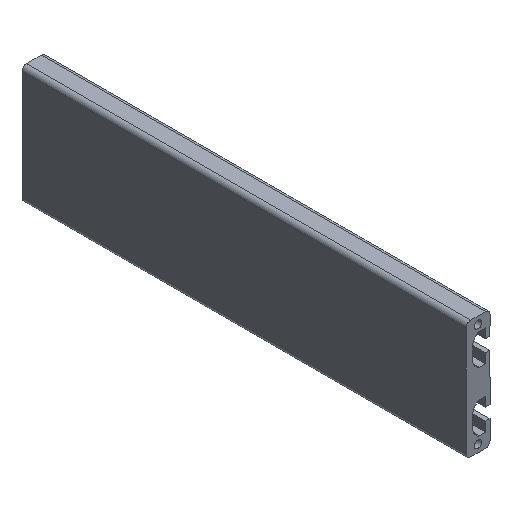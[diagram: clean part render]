
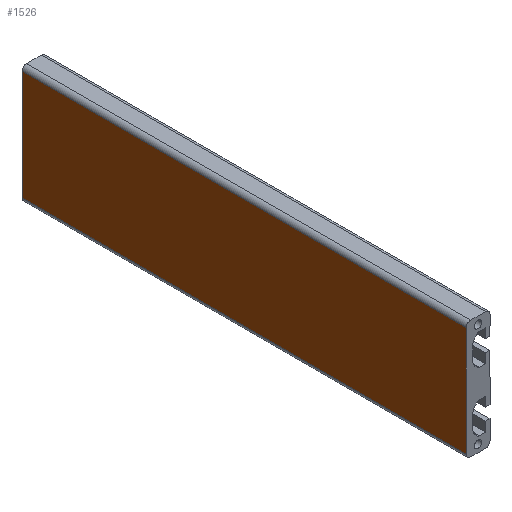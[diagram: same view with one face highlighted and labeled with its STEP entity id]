
A CAD part, isometric view. The second image highlights one B-rep face of the part: STEP entity #1526.
In plain terms, the highlighted face is planar.
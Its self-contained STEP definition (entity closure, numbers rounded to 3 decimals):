
#48 = EDGE_LOOP ( 'NONE', ( #2189, #2239, #2201, #2229 ) ) ;
#369 = VECTOR ( 'NONE', #818, 1000. ) ;
#379 = VECTOR ( 'NONE', #2091, 1000. ) ;
#491 = LINE ( 'NONE', #518, #1565 ) ;
#500 = DIRECTION ( 'NONE',  ( 0., 0., 1. ) ) ;
#508 = LINE ( 'NONE', #509, #1581 ) ;
#509 = CARTESIAN_POINT ( 'NONE',  ( 8., -37., -300. ) ) ;
#518 = CARTESIAN_POINT ( 'NONE',  ( 8., -37., -300. ) ) ;
#526 = DIRECTION ( 'NONE',  ( 0., 1., 0. ) ) ;
#810 = CARTESIAN_POINT ( 'NONE',  ( 8., 37., -300. ) ) ;
#817 = LINE ( 'NONE', #810, #369 ) ;
#818 = DIRECTION ( 'NONE',  ( 0., 0., 1. ) ) ;
#969 = DIRECTION ( 'NONE',  ( 0., 1., 0. ) ) ;
#970 = CARTESIAN_POINT ( 'NONE',  ( 8., -37., -300. ) ) ;
#974 = PLANE ( 'NONE',  #1710 ) ;
#979 = DIRECTION ( 'NONE',  ( 1., 0., 0. ) ) ;
#980 = FACE_OUTER_BOUND ( 'NONE', #48, .T. ) ;
#1043 = CARTESIAN_POINT ( 'NONE',  ( 8., -37., -300. ) ) ;
#1053 = CARTESIAN_POINT ( 'NONE',  ( 8., 37., 0. ) ) ;
#1100 = CARTESIAN_POINT ( 'NONE',  ( 8., 37., -300. ) ) ;
#1124 = CARTESIAN_POINT ( 'NONE',  ( 8., -37., 0. ) ) ;
#1338 = EDGE_CURVE ( 'NONE', #2631, #2599, #2087, .T. ) ;
#1367 = EDGE_CURVE ( 'NONE', #2615, #2599, #817, .T. ) ;
#1397 = EDGE_CURVE ( 'NONE', #2593, #2631, #508, .T. ) ;
#1401 = EDGE_CURVE ( 'NONE', #2593, #2615, #491, .T. ) ;
#1526 = ADVANCED_FACE ( 'PLANAR_22', ( #980 ), #974, .T. ) ;
#1565 = VECTOR ( 'NONE', #526, 1000. ) ;
#1581 = VECTOR ( 'NONE', #500, 1000. ) ;
#1710 = AXIS2_PLACEMENT_3D ( 'NONE', #970, #979, #969 ) ;
#2087 = LINE ( 'NONE', #2089, #379 ) ;
#2089 = CARTESIAN_POINT ( 'NONE',  ( 8., -37., 0. ) ) ;
#2091 = DIRECTION ( 'NONE',  ( 0., 1., 0. ) ) ;
#2189 = ORIENTED_EDGE ( 'NONE', *, *, #1338, .F. ) ;
#2201 = ORIENTED_EDGE ( 'NONE', *, *, #1401, .T. ) ;
#2229 = ORIENTED_EDGE ( 'NONE', *, *, #1367, .T. ) ;
#2239 = ORIENTED_EDGE ( 'NONE', *, *, #1397, .F. ) ;
#2593 = VERTEX_POINT ( 'NONE', #1043 ) ;
#2599 = VERTEX_POINT ( 'NONE', #1053 ) ;
#2615 = VERTEX_POINT ( 'NONE', #1100 ) ;
#2631 = VERTEX_POINT ( 'NONE', #1124 ) ;
